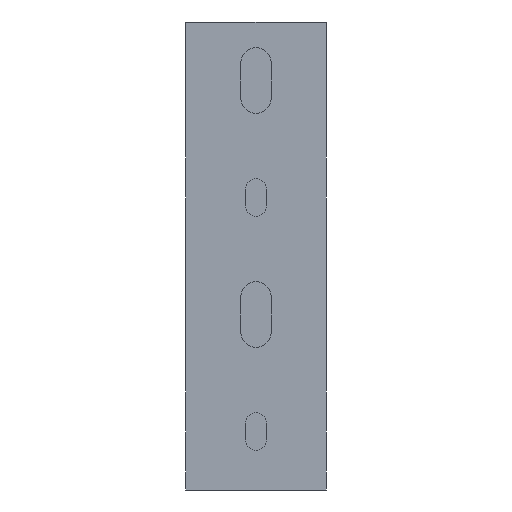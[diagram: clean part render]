
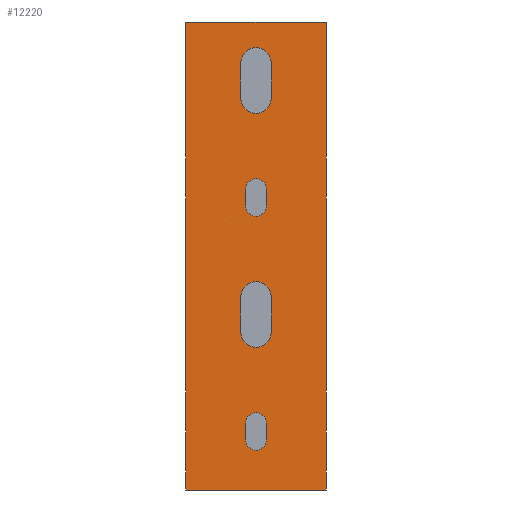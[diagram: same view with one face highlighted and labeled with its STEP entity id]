
A CAD part, front view. The second image highlights one B-rep face of the part: STEP entity #12220.
In plain terms, the highlighted planar face has unit normal (0, -1, 0).
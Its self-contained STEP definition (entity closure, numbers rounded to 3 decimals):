
#1709=DIRECTION('',(0.,0.,-1.));
#1710=VECTOR('',#1709,100.);
#1711=CARTESIAN_POINT('',(-15.,-1.2,0.));
#1712=LINE('',#1711,#1710);
#4674=DIRECTION('',(1.,0.,0.));
#4675=VECTOR('',#4674,30.);
#4676=CARTESIAN_POINT('',(-15.,-1.2,0.));
#4677=LINE('',#4676,#4675);
#4681=DIRECTION('',(0.,0.,-1.));
#4682=VECTOR('',#4681,100.);
#4683=CARTESIAN_POINT('',(15.,-1.2,0.));
#4684=LINE('',#4683,#4682);
#4688=DIRECTION('',(-1.,0.,0.));
#4689=VECTOR('',#4688,30.);
#4690=CARTESIAN_POINT('',(15.,-1.2,-100.));
#4691=LINE('',#4690,#4689);
#4695=DIRECTION('',(0.,0.,1.));
#4696=VECTOR('',#4695,7.5);
#4697=CARTESIAN_POINT('',(3.25,-1.2,-16.25));
#4698=LINE('',#4697,#4696);
#4702=DIRECTION('',(0.,0.,1.));
#4703=VECTOR('',#4702,7.5);
#4704=CARTESIAN_POINT('',(-3.25,-1.2,-16.25));
#4705=LINE('',#4704,#4703);
#4709=DIRECTION('',(0.,0.,1.));
#4710=VECTOR('',#4709,3.5);
#4711=CARTESIAN_POINT('',(2.25,-1.2,-39.25));
#4712=LINE('',#4711,#4710);
#4716=DIRECTION('',(0.,0.,1.));
#4717=VECTOR('',#4716,3.5);
#4718=CARTESIAN_POINT('',(-2.25,-1.2,-39.25));
#4719=LINE('',#4718,#4717);
#4723=DIRECTION('',(0.,0.,1.));
#4724=VECTOR('',#4723,7.5);
#4725=CARTESIAN_POINT('',(3.25,-1.2,-66.25));
#4726=LINE('',#4725,#4724);
#4730=DIRECTION('',(0.,0.,1.));
#4731=VECTOR('',#4730,7.5);
#4732=CARTESIAN_POINT('',(-3.25,-1.2,-66.25));
#4733=LINE('',#4732,#4731);
#4737=DIRECTION('',(0.,0.,1.));
#4738=VECTOR('',#4737,3.5);
#4739=CARTESIAN_POINT('',(2.25,-1.2,-89.25));
#4740=LINE('',#4739,#4738);
#4744=DIRECTION('',(0.,0.,1.));
#4745=VECTOR('',#4744,3.5);
#4746=CARTESIAN_POINT('',(-2.25,-1.2,-89.25));
#4747=LINE('',#4746,#4745);
#4751=CARTESIAN_POINT('',(0.,-1.2,-16.25));
#4752=DIRECTION('',(0.,1.,0.));
#4753=DIRECTION('',(1.,0.,0.));
#4754=AXIS2_PLACEMENT_3D('',#4751,#4752,#4753);
#4789=CARTESIAN_POINT('',(0.,-1.2,-8.75));
#4790=DIRECTION('',(0.,1.,0.));
#4791=DIRECTION('',(-1.,0.,0.));
#4792=AXIS2_PLACEMENT_3D('',#4789,#4790,#4791);
#4811=CARTESIAN_POINT('',(0.,-1.2,-39.25));
#4812=DIRECTION('',(0.,1.,0.));
#4813=DIRECTION('',(1.,0.,0.));
#4814=AXIS2_PLACEMENT_3D('',#4811,#4812,#4813);
#4849=CARTESIAN_POINT('',(0.,-1.2,-35.75));
#4850=DIRECTION('',(0.,1.,0.));
#4851=DIRECTION('',(-1.,0.,0.));
#4852=AXIS2_PLACEMENT_3D('',#4849,#4850,#4851);
#4871=CARTESIAN_POINT('',(0.,-1.2,-66.25));
#4872=DIRECTION('',(0.,1.,0.));
#4873=DIRECTION('',(1.,0.,0.));
#4874=AXIS2_PLACEMENT_3D('',#4871,#4872,#4873);
#4909=CARTESIAN_POINT('',(0.,-1.2,-58.75));
#4910=DIRECTION('',(0.,1.,0.));
#4911=DIRECTION('',(-1.,0.,0.));
#4912=AXIS2_PLACEMENT_3D('',#4909,#4910,#4911);
#4931=CARTESIAN_POINT('',(0.,-1.2,-89.25));
#4932=DIRECTION('',(0.,1.,0.));
#4933=DIRECTION('',(1.,0.,0.));
#4934=AXIS2_PLACEMENT_3D('',#4931,#4932,#4933);
#4969=CARTESIAN_POINT('',(0.,-1.2,-85.75));
#4970=DIRECTION('',(0.,1.,0.));
#4971=DIRECTION('',(-1.,0.,0.));
#4972=AXIS2_PLACEMENT_3D('',#4969,#4970,#4971);
#7452=CARTESIAN_POINT('',(-3.25,-1.2,-8.75));
#7453=CARTESIAN_POINT('',(3.25,-1.2,-8.75));
#7454=VERTEX_POINT('',#7452);
#7455=VERTEX_POINT('',#7453);
#7464=CARTESIAN_POINT('',(3.25,-1.2,-16.25));
#7465=CARTESIAN_POINT('',(-3.25,-1.2,-16.25));
#7466=VERTEX_POINT('',#7464);
#7467=VERTEX_POINT('',#7465);
#7468=CARTESIAN_POINT('',(-2.25,-1.2,-35.75));
#7469=CARTESIAN_POINT('',(2.25,-1.2,-35.75));
#7470=VERTEX_POINT('',#7468);
#7471=VERTEX_POINT('',#7469);
#7480=CARTESIAN_POINT('',(2.25,-1.2,-39.25));
#7481=CARTESIAN_POINT('',(-2.25,-1.2,-39.25));
#7482=VERTEX_POINT('',#7480);
#7483=VERTEX_POINT('',#7481);
#7484=CARTESIAN_POINT('',(-3.25,-1.2,-66.25));
#7485=CARTESIAN_POINT('',(-3.25,-1.2,-58.75));
#7486=VERTEX_POINT('',#7484);
#7487=VERTEX_POINT('',#7485);
#7488=CARTESIAN_POINT('',(-2.25,-1.2,-89.25));
#7489=CARTESIAN_POINT('',(-2.25,-1.2,-85.75));
#7490=VERTEX_POINT('',#7488);
#7491=VERTEX_POINT('',#7489);
#7500=CARTESIAN_POINT('',(3.25,-1.2,-66.25));
#7501=CARTESIAN_POINT('',(3.25,-1.2,-58.75));
#7502=VERTEX_POINT('',#7500);
#7503=VERTEX_POINT('',#7501);
#7504=CARTESIAN_POINT('',(2.25,-1.2,-89.25));
#7505=CARTESIAN_POINT('',(2.25,-1.2,-85.75));
#7506=VERTEX_POINT('',#7504);
#7507=VERTEX_POINT('',#7505);
#7580=CARTESIAN_POINT('',(-15.,-1.2,0.));
#7581=CARTESIAN_POINT('',(-15.,-1.2,-100.));
#7582=VERTEX_POINT('',#7580);
#7583=VERTEX_POINT('',#7581);
#7584=CARTESIAN_POINT('',(15.,-1.2,0.));
#7585=CARTESIAN_POINT('',(15.,-1.2,-100.));
#7586=VERTEX_POINT('',#7584);
#7587=VERTEX_POINT('',#7585);
#12169=CARTESIAN_POINT('',(-15.,-1.2,0.));
#12170=DIRECTION('',(0.,-1.,0.));
#12171=DIRECTION('',(1.,0.,0.));
#12172=AXIS2_PLACEMENT_3D('',#12169,#12170,#12171);
#12173=PLANE('',#12172);
#12174=ORIENTED_EDGE('',*,*,#8709,.T.);
#12175=ORIENTED_EDGE('',*,*,#8890,.T.);
#12176=ORIENTED_EDGE('',*,*,#9488,.T.);
#12177=ORIENTED_EDGE('',*,*,#9819,.F.);
#12178=EDGE_LOOP('',(#12174,#12175,#12176,#12177));
#12179=FACE_OUTER_BOUND('',#12178,.F.);
#12181=ORIENTED_EDGE('',*,*,#12180,.F.);
#12183=ORIENTED_EDGE('',*,*,#12182,.T.);
#12185=ORIENTED_EDGE('',*,*,#12184,.F.);
#12187=ORIENTED_EDGE('',*,*,#12186,.F.);
#12188=EDGE_LOOP('',(#12181,#12183,#12185,#12187));
#12189=FACE_BOUND('',#12188,.F.);
#12191=ORIENTED_EDGE('',*,*,#12190,.F.);
#12193=ORIENTED_EDGE('',*,*,#12192,.T.);
#12195=ORIENTED_EDGE('',*,*,#12194,.F.);
#12197=ORIENTED_EDGE('',*,*,#12196,.F.);
#12198=EDGE_LOOP('',(#12191,#12193,#12195,#12197));
#12199=FACE_BOUND('',#12198,.F.);
#12201=ORIENTED_EDGE('',*,*,#12200,.F.);
#12203=ORIENTED_EDGE('',*,*,#12202,.T.);
#12205=ORIENTED_EDGE('',*,*,#12204,.F.);
#12207=ORIENTED_EDGE('',*,*,#12206,.F.);
#12208=EDGE_LOOP('',(#12201,#12203,#12205,#12207));
#12209=FACE_BOUND('',#12208,.F.);
#12211=ORIENTED_EDGE('',*,*,#12210,.F.);
#12213=ORIENTED_EDGE('',*,*,#12212,.T.);
#12215=ORIENTED_EDGE('',*,*,#12214,.F.);
#12217=ORIENTED_EDGE('',*,*,#12216,.F.);
#12218=EDGE_LOOP('',(#12211,#12213,#12215,#12217));
#12219=FACE_BOUND('',#12218,.F.);
#4755=CIRCLE('',#4754,3.25);
#4793=CIRCLE('',#4792,3.25);
#4815=CIRCLE('',#4814,2.25);
#4853=CIRCLE('',#4852,2.25);
#4875=CIRCLE('',#4874,3.25);
#4913=CIRCLE('',#4912,3.25);
#4935=CIRCLE('',#4934,2.25);
#4973=CIRCLE('',#4972,2.25);
#8709=EDGE_CURVE('',#7582,#7586,#4677,.T.);
#8890=EDGE_CURVE('',#7586,#7587,#4684,.T.);
#9488=EDGE_CURVE('',#7587,#7583,#4691,.T.);
#9819=EDGE_CURVE('',#7582,#7583,#1712,.T.);
#12180=EDGE_CURVE('',#7466,#7467,#4755,.T.);
#12182=EDGE_CURVE('',#7466,#7455,#4698,.T.);
#12184=EDGE_CURVE('',#7454,#7455,#4793,.T.);
#12186=EDGE_CURVE('',#7467,#7454,#4705,.T.);
#12190=EDGE_CURVE('',#7482,#7483,#4815,.T.);
#12192=EDGE_CURVE('',#7482,#7471,#4712,.T.);
#12194=EDGE_CURVE('',#7470,#7471,#4853,.T.);
#12196=EDGE_CURVE('',#7483,#7470,#4719,.T.);
#12200=EDGE_CURVE('',#7502,#7486,#4875,.T.);
#12202=EDGE_CURVE('',#7502,#7503,#4726,.T.);
#12204=EDGE_CURVE('',#7487,#7503,#4913,.T.);
#12206=EDGE_CURVE('',#7486,#7487,#4733,.T.);
#12210=EDGE_CURVE('',#7506,#7490,#4935,.T.);
#12212=EDGE_CURVE('',#7506,#7507,#4740,.T.);
#12214=EDGE_CURVE('',#7491,#7507,#4973,.T.);
#12216=EDGE_CURVE('',#7490,#7491,#4747,.T.);
#12220=ADVANCED_FACE('',(#12179,#12189,#12199,#12209,#12219),#12173,.T.);
